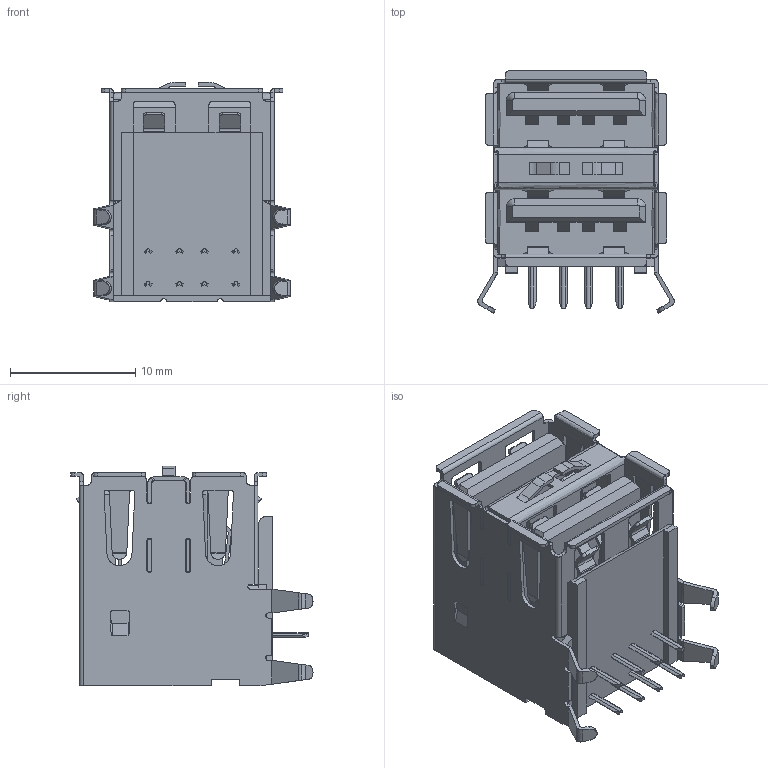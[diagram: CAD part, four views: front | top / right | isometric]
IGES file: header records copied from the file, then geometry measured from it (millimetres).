
Start section: SolidWorks IGES file using analytic representation for surfaces
Global section: file name: KUSBX-AS2N-x_A.IGS; native system: SolidWorks 2018; preprocessor: SolidWorks 2018; author: Garrett; date: 191112.092224; units: millimetre
Bounding box: 15.66 x 19.31 x 17.5 mm (x, y, z)
Surface area: 3440 mm2 (no closed solid volume)
Topology: 0 solids, 0 shells, 863 faces, 6886 edges, 6886 vertices
Faces by surface type: bspline 553, revolution 310
